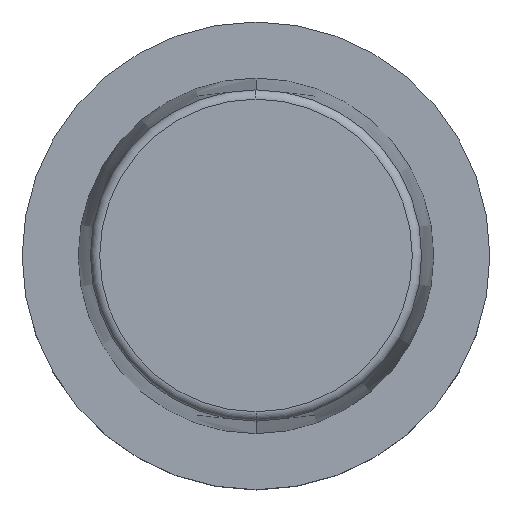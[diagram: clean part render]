
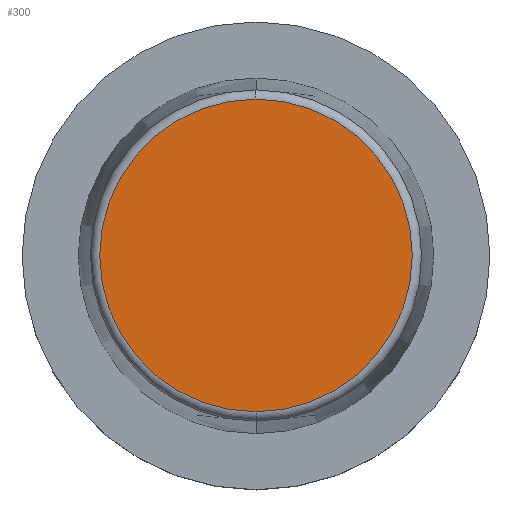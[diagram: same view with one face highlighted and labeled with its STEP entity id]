
A CAD part, top view. The second image highlights one B-rep face of the part: STEP entity #300.
In plain terms, the highlighted planar face has unit normal (0, 0, 1).
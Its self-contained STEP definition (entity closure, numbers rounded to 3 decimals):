
#300=ADVANCED_FACE('',(#706),#707,.T.);
#326=EDGE_CURVE('',#494,#444,#734,.T.);
#384=EDGE_CURVE('',#444,#494,#800,.T.);
#444=VERTEX_POINT('',#873);
#494=VERTEX_POINT('',#925);
#706=FACE_OUTER_BOUND('',#1167,.T.);
#707=PLANE('',#1168);
#734=CIRCLE('',#1205,33.41);
#800=CIRCLE('',#1292,33.41);
#873=CARTESIAN_POINT('',(0.,-33.41,50.0));
#925=CARTESIAN_POINT('',(0.0,33.41,50.0));
#1167=EDGE_LOOP('',(#1726,#1727));
#1168=AXIS2_PLACEMENT_3D('',#1728,#1729,#1730);
#1205=AXIS2_PLACEMENT_3D('',#1761,#1762,#1763);
#1292=AXIS2_PLACEMENT_3D('',#1860,#1861,#1862);
#1726=ORIENTED_EDGE('',*,*,#326,.F.);
#1727=ORIENTED_EDGE('',*,*,#384,.F.);
#1728=CARTESIAN_POINT('',(0.0,16.705,50.0));
#1729=DIRECTION('',(-0.0,0.0,1.0));
#1730=DIRECTION('',(0.0,-1.0,0.0));
#1761=CARTESIAN_POINT('',(0.0,0.0,50.0));
#1762=DIRECTION('',(0.0,0.0,-1.0));
#1763=DIRECTION('',(0.0,1.0,0.0));
#1860=CARTESIAN_POINT('',(0.0,0.0,50.0));
#1861=DIRECTION('',(0.0,0.0,-1.0));
#1862=DIRECTION('',(0.0,1.0,0.0));
